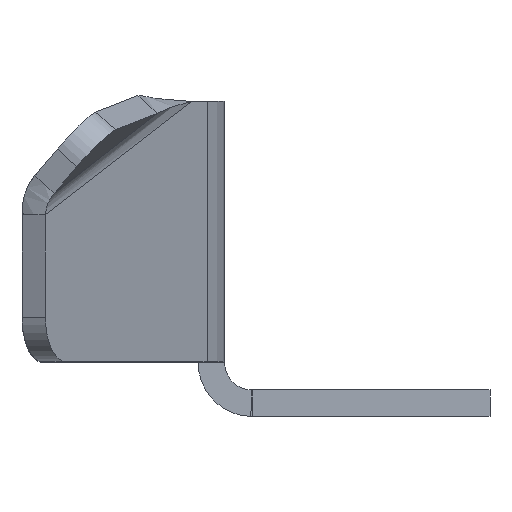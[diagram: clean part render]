
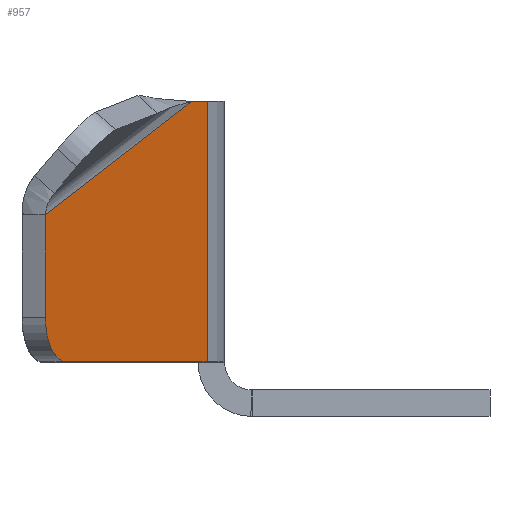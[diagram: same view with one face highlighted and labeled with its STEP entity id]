
A CAD part, front view. The second image highlights one B-rep face of the part: STEP entity #957.
In plain terms, the highlighted planar face has unit normal (0.883, -0.469, 0).
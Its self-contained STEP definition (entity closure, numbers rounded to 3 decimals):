
#59=PLANE('',#1055);
#104=FACE_OUTER_BOUND('',#165,.T.);
#165=EDGE_LOOP('',(#807,#808,#809,#810,#811,#812));
#203=LINE('',#1403,#300);
#212=LINE('',#1423,#309);
#255=LINE('',#1538,#352);
#256=LINE('',#1542,#353);
#258=LINE('',#1546,#355);
#300=VECTOR('',#1126,1000.);
#309=VECTOR('',#1141,1000.);
#352=VECTOR('',#1270,1000.);
#353=VECTOR('',#1275,1000.);
#355=VECTOR('',#1281,1000.);
#407=CIRCLE('',#1056,0.25);
#434=VERTEX_POINT('',#1400);
#435=VERTEX_POINT('',#1402);
#442=VERTEX_POINT('',#1420);
#443=VERTEX_POINT('',#1422);
#472=VERTEX_POINT('',#1530);
#473=VERTEX_POINT('',#1541);
#520=EDGE_CURVE('',#435,#434,#203,.T.);
#530=EDGE_CURVE('',#443,#442,#212,.T.);
#590=EDGE_CURVE('',#472,#443,#255,.T.);
#591=EDGE_CURVE('',#473,#472,#256,.T.);
#593=EDGE_CURVE('',#434,#473,#407,.T.);
#594=EDGE_CURVE('',#435,#442,#258,.T.);
#807=ORIENTED_EDGE('',*,*,#520,.T.);
#808=ORIENTED_EDGE('',*,*,#593,.T.);
#809=ORIENTED_EDGE('',*,*,#591,.T.);
#810=ORIENTED_EDGE('',*,*,#590,.T.);
#811=ORIENTED_EDGE('',*,*,#530,.T.);
#812=ORIENTED_EDGE('',*,*,#594,.F.);
#957=ADVANCED_FACE('',(#104),#59,.T.);
#1055=AXIS2_PLACEMENT_3D('',#1544,#1277,#1278);
#1056=AXIS2_PLACEMENT_3D('',#1545,#1279,#1280);
#1126=DIRECTION('',(0.,0.,-1.));
#1141=DIRECTION('',(-0.469,-0.883,0.));
#1270=DIRECTION('',(0.,0.,1.));
#1275=DIRECTION('',(0.469,0.883,0.));
#1277=DIRECTION('center_axis',(0.883,-0.469,0.));
#1278=DIRECTION('ref_axis',(0.469,0.883,0.));
#1279=DIRECTION('center_axis',(0.883,-0.469,0.));
#1280=DIRECTION('ref_axis',(0.469,0.883,0.));
#1281=DIRECTION('',(0.441,0.83,0.342));
#1400=CARTESIAN_POINT('',(-1.19,-3.067,0.559));
#1402=CARTESIAN_POINT('',(-1.19,-3.067,1.14));
#1403=CARTESIAN_POINT('',(-1.19,-3.067,0.));
#1420=CARTESIAN_POINT('',(-0.365,-1.514,1.78));
#1422=CARTESIAN_POINT('',(-0.277,-1.349,1.78));
#1423=CARTESIAN_POINT('',(0.199,-0.454,1.78));
#1530=CARTESIAN_POINT('',(-0.277,-1.349,0.309));
#1538=CARTESIAN_POINT('',(-0.277,-1.349,0.));
#1541=CARTESIAN_POINT('',(-1.073,-2.846,0.309));
#1542=CARTESIAN_POINT('',(0.199,-0.454,0.309));
#1544=CARTESIAN_POINT('Origin',(0.199,-0.454,0.));
#1545=CARTESIAN_POINT('Origin',(-1.073,-2.846,0.559));
#1546=CARTESIAN_POINT('',(-0.136,-1.083,1.958));
